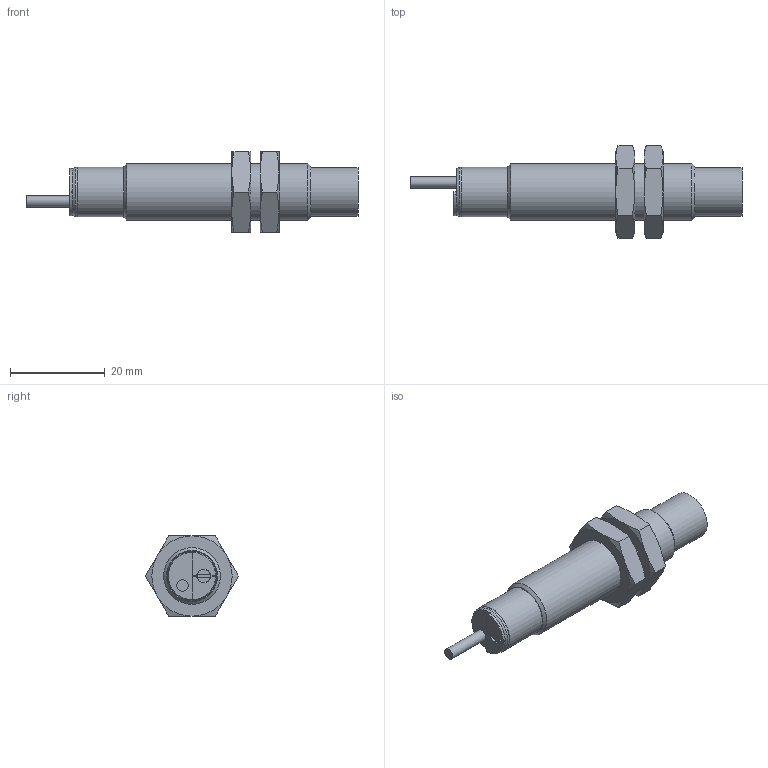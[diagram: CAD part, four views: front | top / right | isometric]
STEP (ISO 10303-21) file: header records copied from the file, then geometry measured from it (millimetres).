
FILE_DESCRIPTION (( 'STEP AP214' ), '1' );
FILE_NAME ('BCS00R1.STEP', '2023-07-19T12:54:15', ( '' ), ( '' ), 'SwSTEP 2.0', 'SolidWorks 2021', '' );
FILE_SCHEMA (( 'AUTOMOTIVE_DESIGN' ));
Length unit declared in the file: inch
Products named in the file (1): BCS00R1
Bounding box: 70.2 x 19.63 x 17 mm (x, y, z)
Volume: 7486.8 mm3; surface area: 3756.2 mm2
Topology: 3 solids, 3 shells, 80 faces, 188 edges, 112 vertices
Faces by surface type: plane 36, cone 31, cylinder 13
Full cylindrical faces by diameter (mm): 2.4 x1, 10.2 x1, 10.4 x1, 10.5 x1, 10.917 x2, 12 x1
Entity records: 3414 total; most frequent: CARTESIAN_POINT 599, DIRECTION 346, ORIENTED_EDGE 340, EDGE_CURVE 170, AXIS2_PLACEMENT_3D 143, VERTEX_POINT 108, EDGE_LOOP 102, FACE_OUTER_BOUND 87
